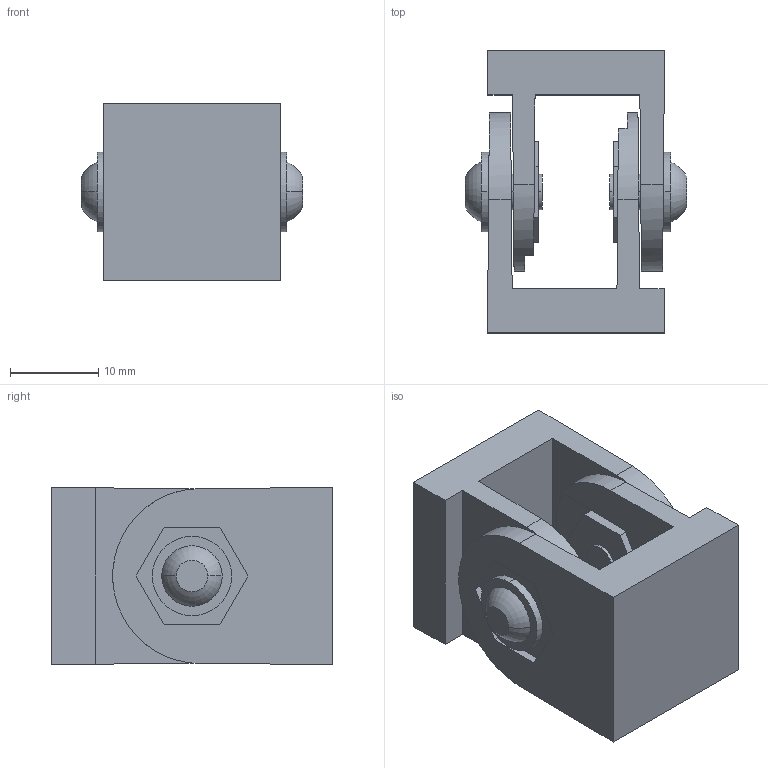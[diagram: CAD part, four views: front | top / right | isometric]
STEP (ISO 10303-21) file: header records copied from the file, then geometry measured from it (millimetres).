
FILE_DESCRIPTION(('STEP AP214'),'1');
FILE_NAME('cctmp_E63F6E20-8FC6-4F95-B9A1-BF99CD46776F_2024_11_28_09_26_57_0443_19792..stp','2024-11-28T08:26:57',('Bosch Rexroth AG'),('CADClick - www.CADClick.com'),'Spatial InterOp 3D',' ','unknown authorization - (Healing Option Enabled)');
FILE_SCHEMA(('AUTOMOTIVE_DESIGN'));
Length unit declared in the file: millimetre
Products named in the file (1): 2024_11_28_09_26_57_0428
Bounding box: 25.1 x 32 x 20.1 mm (x, y, z)
Volume: 7552.6 mm3; surface area: 6196.2 mm2
Topology: 1 solids, 1 shells, 99 faces, 256 edges, 173 vertices
Faces by surface type: plane 73, cylinder 22, torus 4
Entity records: 3853 total; most frequent: CARTESIAN_POINT 533, DIRECTION 519, ORIENTED_EDGE 512, EDGE_CURVE 256, LINE 189, VECTOR 189, VERTEX_POINT 173, AXIS2_PLACEMENT_3D 165
